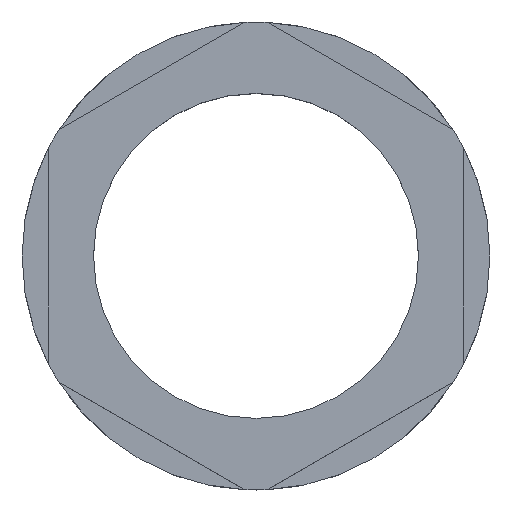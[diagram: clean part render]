
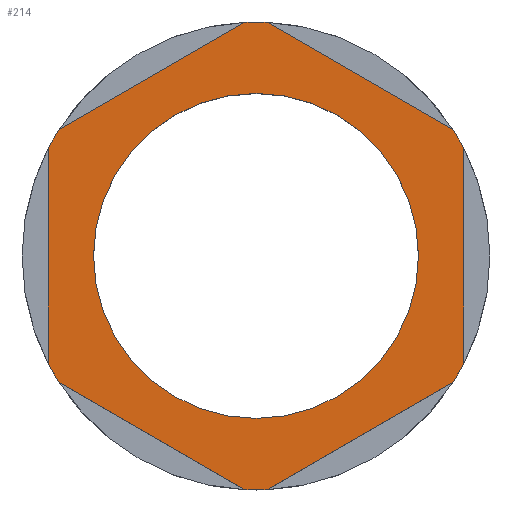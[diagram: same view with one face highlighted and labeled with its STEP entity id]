
A CAD part, top view. The second image highlights one B-rep face of the part: STEP entity #214.
In plain terms, the highlighted planar face has unit normal (0, 0, 1).
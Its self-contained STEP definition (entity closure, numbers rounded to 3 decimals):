
#89=AXIS2_PLACEMENT_3D('Plane Axis2P3D',#86,#87,#88) ;
#93=AXIS2_PLACEMENT_3D('Circle Axis2P3D',#91,#92,$) ;
#100=AXIS2_PLACEMENT_3D('Circle Axis2P3D',#98,#99,$) ;
#114=AXIS2_PLACEMENT_3D('Circle Axis2P3D',#112,#113,$) ;
#128=AXIS2_PLACEMENT_3D('Circle Axis2P3D',#126,#127,$) ;
#142=AXIS2_PLACEMENT_3D('Circle Axis2P3D',#140,#141,$) ;
#149=AXIS2_PLACEMENT_3D('Circle Axis2P3D',#147,#148,$) ;
#163=AXIS2_PLACEMENT_3D('Circle Axis2P3D',#161,#162,$) ;
#177=AXIS2_PLACEMENT_3D('Circle Axis2P3D',#175,#176,$) ;
#198=AXIS2_PLACEMENT_3D('Circle Axis2P3D',#196,#197,$) ;
#207=AXIS2_PLACEMENT_3D('Circle Axis2P3D',#205,#206,$) ;
#64=CARTESIAN_POINT('Vertex',(2.,26.246,6.)) ;
#71=CARTESIAN_POINT('Vertex',(2.,9.754,6.)) ;
#74=CARTESIAN_POINT('Line Origine',(2.,18.,6.)) ;
#86=CARTESIAN_POINT('Axis2P3D Location',(18.,18.,6.)) ;
#91=CARTESIAN_POINT('Axis2P3D Location',(18.,18.,6.)) ;
#95=CARTESIAN_POINT('Vertex',(2.412,9.,6.)) ;
#98=CARTESIAN_POINT('Axis2P3D Location',(18.,18.,6.)) ;
#102=CARTESIAN_POINT('Vertex',(2.859,8.267,6.)) ;
#105=CARTESIAN_POINT('Line Origine',(10.,4.144,6.)) ;
#109=CARTESIAN_POINT('Vertex',(17.141,0.02,6.)) ;
#112=CARTESIAN_POINT('Axis2P3D Location',(18.,18.,6.)) ;
#116=CARTESIAN_POINT('Vertex',(18.859,0.02,6.)) ;
#119=CARTESIAN_POINT('Line Origine',(26.,4.144,6.)) ;
#123=CARTESIAN_POINT('Vertex',(33.141,8.267,6.)) ;
#126=CARTESIAN_POINT('Axis2P3D Location',(18.,18.,6.)) ;
#130=CARTESIAN_POINT('Vertex',(34.,9.754,6.)) ;
#133=CARTESIAN_POINT('Line Origine',(34.,18.,6.)) ;
#137=CARTESIAN_POINT('Vertex',(34.,26.246,6.)) ;
#140=CARTESIAN_POINT('Axis2P3D Location',(18.,18.,6.)) ;
#144=CARTESIAN_POINT('Vertex',(33.588,27.,6.)) ;
#147=CARTESIAN_POINT('Axis2P3D Location',(18.,18.,6.)) ;
#151=CARTESIAN_POINT('Vertex',(33.141,27.733,6.)) ;
#154=CARTESIAN_POINT('Line Origine',(26.,31.856,6.)) ;
#158=CARTESIAN_POINT('Vertex',(18.859,35.98,6.)) ;
#161=CARTESIAN_POINT('Axis2P3D Location',(18.,18.,6.)) ;
#165=CARTESIAN_POINT('Vertex',(17.141,35.98,6.)) ;
#168=CARTESIAN_POINT('Line Origine',(10.,31.856,6.)) ;
#172=CARTESIAN_POINT('Vertex',(2.859,27.733,6.)) ;
#175=CARTESIAN_POINT('Axis2P3D Location',(18.,18.,6.)) ;
#196=CARTESIAN_POINT('Axis2P3D Location',(18.,18.,6.)) ;
#200=CARTESIAN_POINT('Vertex',(7.175,11.75,6.)) ;
#202=CARTESIAN_POINT('Vertex',(28.825,24.25,6.)) ;
#205=CARTESIAN_POINT('Axis2P3D Location',(18.,18.,6.)) ;
#75=DIRECTION('Vector Direction',(0.,-1.,0.)) ;
#87=DIRECTION('Axis2P3D Direction',(0.,-0.,1.)) ;
#88=DIRECTION('Axis2P3D XDirection',(0.866,0.5,0.)) ;
#92=DIRECTION('Axis2P3D Direction',(0.,-0.,1.)) ;
#99=DIRECTION('Axis2P3D Direction',(0.,-0.,1.)) ;
#106=DIRECTION('Vector Direction',(0.866,-0.5,0.)) ;
#113=DIRECTION('Axis2P3D Direction',(0.,-0.,1.)) ;
#120=DIRECTION('Vector Direction',(0.866,0.5,0.)) ;
#127=DIRECTION('Axis2P3D Direction',(0.,-0.,1.)) ;
#134=DIRECTION('Vector Direction',(0.,1.,0.)) ;
#141=DIRECTION('Axis2P3D Direction',(0.,-0.,1.)) ;
#148=DIRECTION('Axis2P3D Direction',(0.,-0.,1.)) ;
#155=DIRECTION('Vector Direction',(-0.866,0.5,0.)) ;
#162=DIRECTION('Axis2P3D Direction',(0.,-0.,1.)) ;
#169=DIRECTION('Vector Direction',(-0.866,-0.5,0.)) ;
#176=DIRECTION('Axis2P3D Direction',(0.,-0.,1.)) ;
#197=DIRECTION('Axis2P3D Direction',(0.,-0.,1.)) ;
#206=DIRECTION('Axis2P3D Direction',(0.,-0.,1.)) ;
#76=VECTOR('Line Direction',#75,1.) ;
#107=VECTOR('Line Direction',#106,1.) ;
#121=VECTOR('Line Direction',#120,1.) ;
#135=VECTOR('Line Direction',#134,1.) ;
#156=VECTOR('Line Direction',#155,1.) ;
#170=VECTOR('Line Direction',#169,1.) ;
#181=ORIENTED_EDGE('',*,*,#97,.T.) ;
#182=ORIENTED_EDGE('',*,*,#104,.T.) ;
#183=ORIENTED_EDGE('',*,*,#111,.T.) ;
#184=ORIENTED_EDGE('',*,*,#118,.T.) ;
#185=ORIENTED_EDGE('',*,*,#125,.T.) ;
#186=ORIENTED_EDGE('',*,*,#132,.T.) ;
#187=ORIENTED_EDGE('',*,*,#139,.T.) ;
#188=ORIENTED_EDGE('',*,*,#146,.T.) ;
#189=ORIENTED_EDGE('',*,*,#153,.T.) ;
#190=ORIENTED_EDGE('',*,*,#160,.T.) ;
#191=ORIENTED_EDGE('',*,*,#167,.T.) ;
#192=ORIENTED_EDGE('',*,*,#174,.T.) ;
#193=ORIENTED_EDGE('',*,*,#179,.T.) ;
#194=ORIENTED_EDGE('',*,*,#78,.T.) ;
#211=ORIENTED_EDGE('',*,*,#204,.T.) ;
#212=ORIENTED_EDGE('',*,*,#209,.T.) ;
#213=FACE_BOUND('',#210,.T.) ;
#214=ADVANCED_FACE('Fase1',(#195,#213),#90,.T.) ;
#94=CIRCLE('generated circle',#93,18.) ;
#101=CIRCLE('generated circle',#100,18.) ;
#115=CIRCLE('generated circle',#114,18.) ;
#129=CIRCLE('generated circle',#128,18.) ;
#143=CIRCLE('generated circle',#142,18.) ;
#150=CIRCLE('generated circle',#149,18.) ;
#164=CIRCLE('generated circle',#163,18.) ;
#178=CIRCLE('generated circle',#177,18.) ;
#199=CIRCLE('generated circle',#198,12.5) ;
#208=CIRCLE('generated circle',#207,12.5) ;
#78=EDGE_CURVE('',#65,#72,#77,.T.) ;
#97=EDGE_CURVE('',#72,#96,#94,.T.) ;
#104=EDGE_CURVE('',#96,#103,#101,.T.) ;
#111=EDGE_CURVE('',#103,#110,#108,.T.) ;
#118=EDGE_CURVE('',#110,#117,#115,.T.) ;
#125=EDGE_CURVE('',#117,#124,#122,.T.) ;
#132=EDGE_CURVE('',#124,#131,#129,.T.) ;
#139=EDGE_CURVE('',#131,#138,#136,.T.) ;
#146=EDGE_CURVE('',#138,#145,#143,.T.) ;
#153=EDGE_CURVE('',#145,#152,#150,.T.) ;
#160=EDGE_CURVE('',#152,#159,#157,.T.) ;
#167=EDGE_CURVE('',#159,#166,#164,.T.) ;
#174=EDGE_CURVE('',#166,#173,#171,.T.) ;
#179=EDGE_CURVE('',#173,#65,#178,.T.) ;
#204=EDGE_CURVE('',#201,#203,#199,.F.) ;
#209=EDGE_CURVE('',#203,#201,#208,.F.) ;
#180=EDGE_LOOP('',(#181,#182,#183,#184,#185,#186,#187,#188,#189,#190,#191,#192,#193,#194)) ;
#210=EDGE_LOOP('',(#211,#212)) ;
#195=FACE_OUTER_BOUND('',#180,.T.) ;
#77=LINE('Line',#74,#76) ;
#108=LINE('Line',#105,#107) ;
#122=LINE('Line',#119,#121) ;
#136=LINE('Line',#133,#135) ;
#157=LINE('Line',#154,#156) ;
#171=LINE('Line',#168,#170) ;
#90=PLANE('',#89) ;
#65=VERTEX_POINT('',#64) ;
#72=VERTEX_POINT('',#71) ;
#96=VERTEX_POINT('',#95) ;
#103=VERTEX_POINT('',#102) ;
#110=VERTEX_POINT('',#109) ;
#117=VERTEX_POINT('',#116) ;
#124=VERTEX_POINT('',#123) ;
#131=VERTEX_POINT('',#130) ;
#138=VERTEX_POINT('',#137) ;
#145=VERTEX_POINT('',#144) ;
#152=VERTEX_POINT('',#151) ;
#159=VERTEX_POINT('',#158) ;
#166=VERTEX_POINT('',#165) ;
#173=VERTEX_POINT('',#172) ;
#201=VERTEX_POINT('',#200) ;
#203=VERTEX_POINT('',#202) ;
